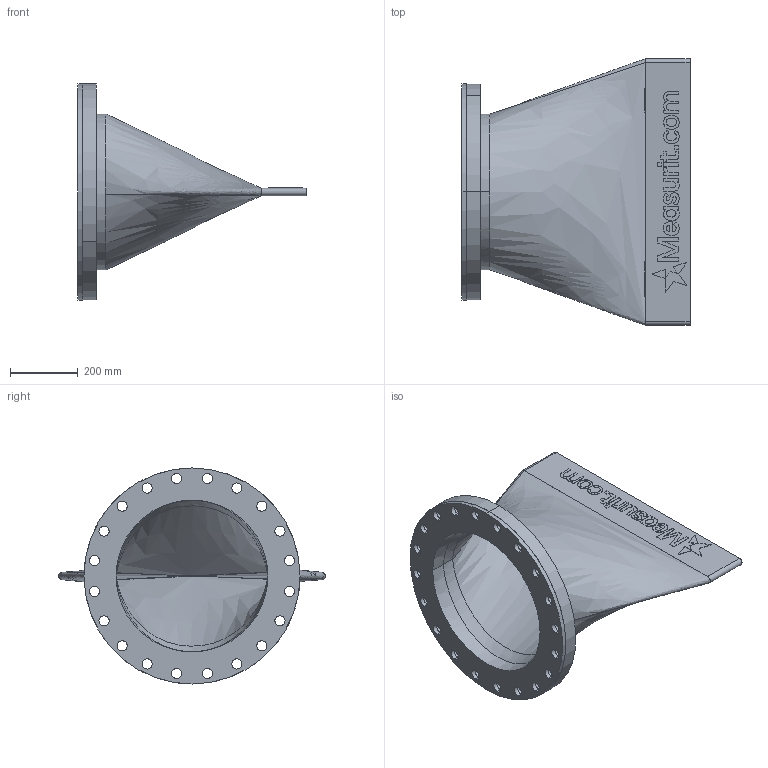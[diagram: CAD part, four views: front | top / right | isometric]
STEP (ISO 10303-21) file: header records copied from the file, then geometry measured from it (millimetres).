
FILE_DESCRIPTION (( 'STEP AP214' ), '1' );
FILE_NAME ('CF-DBF-G3-S0450-NN-316-F.STEP', '2023-02-13T14:33:47', ( '' ), ( '' ), 'SwSTEP 2.0', 'SolidWorks 2022', '' );
FILE_SCHEMA (( 'AUTOMOTIVE_DESIGN' ));
Length unit declared in the file: millimetre
Products named in the file (3): CF-DBF-G3-S0450-NN-316-F; Split ring 450
Assembly tree (2 placements, depth 2):
  CF-DBF-G3-S0450-NN-316-F
    CF-DBF-G3-S0450-NN-316-F
    Split ring 450
Bounding box: 676 x 790 x 640 mm (x, y, z)
Volume: 21122031.8 mm3; surface area: 2846418.1 mm2
Topology: 2 solids, 2 shells, 744 faces, 2262 edges, 1534 vertices
Faces by surface type: plane 641, cylinder 91, bspline 12
Entity records: 35049 total; most frequent: CARTESIAN_POINT 7381, ORIENTED_EDGE 4524, DIRECTION 3918, EDGE_CURVE 2262, LINE 2040, VECTOR 2040, VERTEX_POINT 1534, AXIS2_PLACEMENT_3D 939
